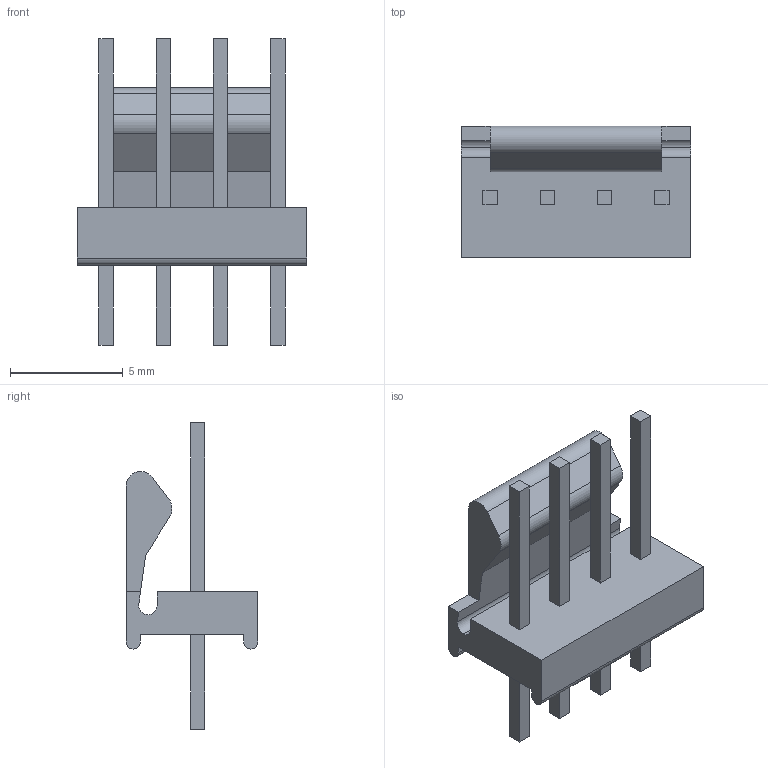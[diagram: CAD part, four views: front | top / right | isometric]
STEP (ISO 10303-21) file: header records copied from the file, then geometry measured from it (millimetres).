
FILE_DESCRIPTION (( 'STEP AP214' ), '1' );
FILE_NAME ('User Library-640456-4.STEP', '2021-04-20T01:41:00', ( '' ), ( '' ), 'SwSTEP 2.0', 'SolidWorks 2020', '' );
FILE_SCHEMA (( 'AUTOMOTIVE_DESIGN' ));
Length unit declared in the file: millimetre
Products named in the file (1): User Library-640456-4
Bounding box: 10.16 x 5.84 x 13.59 mm (x, y, z)
Volume: 183.7 mm3; surface area: 436.9 mm2
Topology: 1 solids, 1 shells, 64 faces, 162 edges, 108 vertices
Faces by surface type: plane 56, cylinder 8
Entity records: 2200 total; most frequent: CARTESIAN_POINT 335, ORIENTED_EDGE 324, DIRECTION 308, EDGE_CURVE 162, LINE 146, VECTOR 146, VERTEX_POINT 108, AXIS2_PLACEMENT_3D 81
